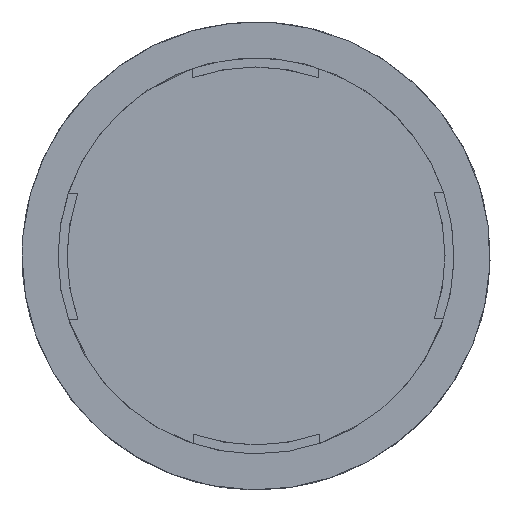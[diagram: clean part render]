
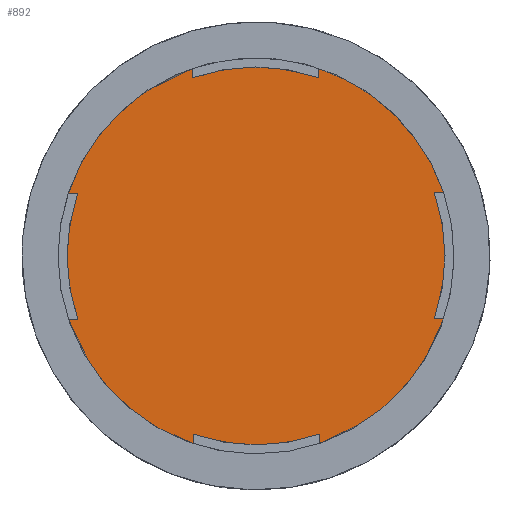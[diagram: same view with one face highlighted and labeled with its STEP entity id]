
A CAD part, top view. The second image highlights one B-rep face of the part: STEP entity #892.
In plain terms, the highlighted planar face has unit normal (0, 0, 1).
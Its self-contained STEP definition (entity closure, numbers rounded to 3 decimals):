
#49=PLANE('',#974);
#78=CIRCLE('',#933,21.);
#82=CIRCLE('',#942,22.);
#84=CIRCLE('',#944,22.);
#85=CIRCLE('',#945,22.);
#87=CIRCLE('',#947,22.);
#88=CIRCLE('',#948,22.);
#94=CIRCLE('',#975,21.);
#95=CIRCLE('',#976,21.);
#96=CIRCLE('',#977,21.);
#242=ORIENTED_EDGE('',*,*,#434,.F.);
#243=ORIENTED_EDGE('',*,*,#382,.T.);
#244=ORIENTED_EDGE('',*,*,#381,.T.);
#245=ORIENTED_EDGE('',*,*,#435,.T.);
#246=ORIENTED_EDGE('',*,*,#436,.F.);
#247=ORIENTED_EDGE('',*,*,#437,.F.);
#248=ORIENTED_EDGE('',*,*,#375,.T.);
#249=ORIENTED_EDGE('',*,*,#438,.F.);
#250=ORIENTED_EDGE('',*,*,#354,.F.);
#251=ORIENTED_EDGE('',*,*,#363,.F.);
#252=ORIENTED_EDGE('',*,*,#373,.T.);
#253=ORIENTED_EDGE('',*,*,#439,.T.);
#254=ORIENTED_EDGE('',*,*,#440,.F.);
#255=ORIENTED_EDGE('',*,*,#441,.F.);
#256=ORIENTED_EDGE('',*,*,#367,.T.);
#257=ORIENTED_EDGE('',*,*,#442,.F.);
#258=ORIENTED_EDGE('',*,*,#443,.F.);
#354=EDGE_CURVE('',#478,#473,#78,.T.);
#363=EDGE_CURVE('',#483,#478,#568,.T.);
#367=EDGE_CURVE('',#488,#487,#82,.F.);
#373=EDGE_CURVE('',#483,#493,#84,.F.);
#375=EDGE_CURVE('',#495,#494,#85,.F.);
#381=EDGE_CURVE('',#501,#500,#87,.F.);
#382=EDGE_CURVE('',#502,#501,#88,.F.);
#434=EDGE_CURVE('',#502,#539,#621,.T.);
#435=EDGE_CURVE('',#500,#540,#622,.T.);
#436=EDGE_CURVE('',#541,#540,#94,.T.);
#437=EDGE_CURVE('',#495,#541,#623,.T.);
#438=EDGE_CURVE('',#473,#494,#624,.T.);
#439=EDGE_CURVE('',#493,#542,#625,.T.);
#440=EDGE_CURVE('',#543,#542,#95,.T.);
#441=EDGE_CURVE('',#488,#543,#626,.T.);
#442=EDGE_CURVE('',#544,#487,#627,.T.);
#443=EDGE_CURVE('',#539,#544,#96,.T.);
#473=VERTEX_POINT('',#1248);
#478=VERTEX_POINT('',#1260);
#483=VERTEX_POINT('',#1281);
#487=VERTEX_POINT('',#1290);
#488=VERTEX_POINT('',#1292);
#493=VERTEX_POINT('',#1305);
#494=VERTEX_POINT('',#1308);
#495=VERTEX_POINT('',#1310);
#500=VERTEX_POINT('',#1323);
#501=VERTEX_POINT('',#1325);
#502=VERTEX_POINT('',#1327);
#539=VERTEX_POINT('',#1458);
#540=VERTEX_POINT('',#1460);
#541=VERTEX_POINT('',#1462);
#542=VERTEX_POINT('',#1466);
#543=VERTEX_POINT('',#1468);
#544=VERTEX_POINT('',#1471);
#568=LINE('',#1282,#658);
#621=LINE('',#1457,#711);
#622=LINE('',#1459,#712);
#623=LINE('',#1463,#713);
#624=LINE('',#1464,#714);
#625=LINE('',#1465,#715);
#626=LINE('',#1469,#716);
#627=LINE('',#1470,#717);
#658=VECTOR('',#1032,1000.);
#711=VECTOR('',#1157,1000.);
#712=VECTOR('',#1158,1000.);
#713=VECTOR('',#1161,1000.);
#714=VECTOR('',#1162,1000.);
#715=VECTOR('',#1163,1000.);
#716=VECTOR('',#1166,1000.);
#717=VECTOR('',#1167,1000.);
#771=EDGE_LOOP('',(#242,#243,#244,#245,#246,#247,#248,#249,#250,#251,#252,
#253,#254,#255,#256,#257,#258));
#831=FACE_BOUND('',#771,.T.);
#892=ADVANCED_FACE('',(#831),#49,.F.);
#933=AXIS2_PLACEMENT_3D('',#1261,#1014,#1015);
#942=AXIS2_PLACEMENT_3D('',#1291,#1040,#1041);
#944=AXIS2_PLACEMENT_3D('',#1306,#1047,#1048);
#945=AXIS2_PLACEMENT_3D('',#1309,#1050,#1051);
#947=AXIS2_PLACEMENT_3D('',#1324,#1057,#1058);
#948=AXIS2_PLACEMENT_3D('',#1326,#1059,#1060);
#974=AXIS2_PLACEMENT_3D('',#1456,#1155,#1156);
#975=AXIS2_PLACEMENT_3D('',#1461,#1159,#1160);
#976=AXIS2_PLACEMENT_3D('',#1467,#1164,#1165);
#977=AXIS2_PLACEMENT_3D('',#1472,#1168,#1169);
#1014=DIRECTION('',(0.,0.,-1.));
#1015=DIRECTION('',(-1.,0.,0.));
#1032=DIRECTION('',(0.,1.,0.));
#1040=DIRECTION('',(0.,0.,-1.));
#1041=DIRECTION('',(0.996,-0.087,0.));
#1047=DIRECTION('',(0.,0.,-1.));
#1048=DIRECTION('',(0.996,-0.087,0.));
#1050=DIRECTION('',(0.,0.,-1.));
#1051=DIRECTION('',(0.996,-0.087,0.));
#1057=DIRECTION('',(0.,0.,-1.));
#1058=DIRECTION('',(0.996,-0.087,0.));
#1059=DIRECTION('',(0.,0.,-1.));
#1060=DIRECTION('',(0.996,-0.087,0.));
#1155=DIRECTION('',(0.,0.,-1.));
#1156=DIRECTION('',(-0.423,0.906,0.));
#1157=DIRECTION('',(0.,-1.,0.));
#1158=DIRECTION('',(1.,0.,0.));
#1159=DIRECTION('',(0.,0.,-1.));
#1160=DIRECTION('',(-1.,0.,0.));
#1161=DIRECTION('',(1.,0.,0.));
#1162=DIRECTION('',(0.,-1.,0.));
#1163=DIRECTION('',(-1.,0.,0.));
#1164=DIRECTION('',(0.,0.,-1.));
#1165=DIRECTION('',(-1.,0.,0.));
#1166=DIRECTION('',(-1.,0.,0.));
#1167=DIRECTION('',(0.,1.,0.));
#1168=DIRECTION('',(0.,0.,-1.));
#1169=DIRECTION('',(-1.,0.,0.));
#1248=CARTESIAN_POINT('',(-7.,80.201,-13.2));
#1260=CARTESIAN_POINT('',(-6.,79.875,-13.2));
#1261=CARTESIAN_POINT('',(0.,100.,-13.2));
#1281=CARTESIAN_POINT('',(-6.,78.834,-13.2));
#1282=CARTESIAN_POINT('',(-6.,211.762,-13.2));
#1290=CARTESIAN_POINT('',(7.,120.857,-13.2));
#1291=CARTESIAN_POINT('',(0.,100.,-13.2));
#1292=CARTESIAN_POINT('',(21.166,94.,-13.2));
#1305=CARTESIAN_POINT('',(20.857,93.,-13.2));
#1306=CARTESIAN_POINT('',(0.,100.,-13.2));
#1308=CARTESIAN_POINT('',(-7.,79.143,-13.2));
#1309=CARTESIAN_POINT('',(0.,100.,-13.2));
#1310=CARTESIAN_POINT('',(-21.166,106.,-13.2));
#1323=CARTESIAN_POINT('',(-20.857,107.,-13.2));
#1324=CARTESIAN_POINT('',(0.,100.,-13.2));
#1325=CARTESIAN_POINT('',(-12.824,117.876,-13.2));
#1326=CARTESIAN_POINT('',(0.,100.,-13.2));
#1327=CARTESIAN_POINT('',(6.,121.166,-13.2));
#1456=CARTESIAN_POINT('',(3.054,211.762,-13.2));
#1457=CARTESIAN_POINT('',(6.,211.762,-13.2));
#1458=CARTESIAN_POINT('',(6.,120.125,-13.2));
#1459=CARTESIAN_POINT('',(3.054,107.,-13.2));
#1460=CARTESIAN_POINT('',(-19.799,107.,-13.2));
#1461=CARTESIAN_POINT('',(0.,100.,-13.2));
#1462=CARTESIAN_POINT('',(-20.125,106.,-13.2));
#1463=CARTESIAN_POINT('',(3.054,106.,-13.2));
#1464=CARTESIAN_POINT('',(-7.,211.762,-13.2));
#1465=CARTESIAN_POINT('',(3.054,93.,-13.2));
#1466=CARTESIAN_POINT('',(19.799,93.,-13.2));
#1467=CARTESIAN_POINT('',(0.,100.,-13.2));
#1468=CARTESIAN_POINT('',(20.125,94.,-13.2));
#1469=CARTESIAN_POINT('',(3.054,94.,-13.2));
#1470=CARTESIAN_POINT('',(7.,211.762,-13.2));
#1471=CARTESIAN_POINT('',(7.,119.799,-13.2));
#1472=CARTESIAN_POINT('',(0.,100.,-13.2));
